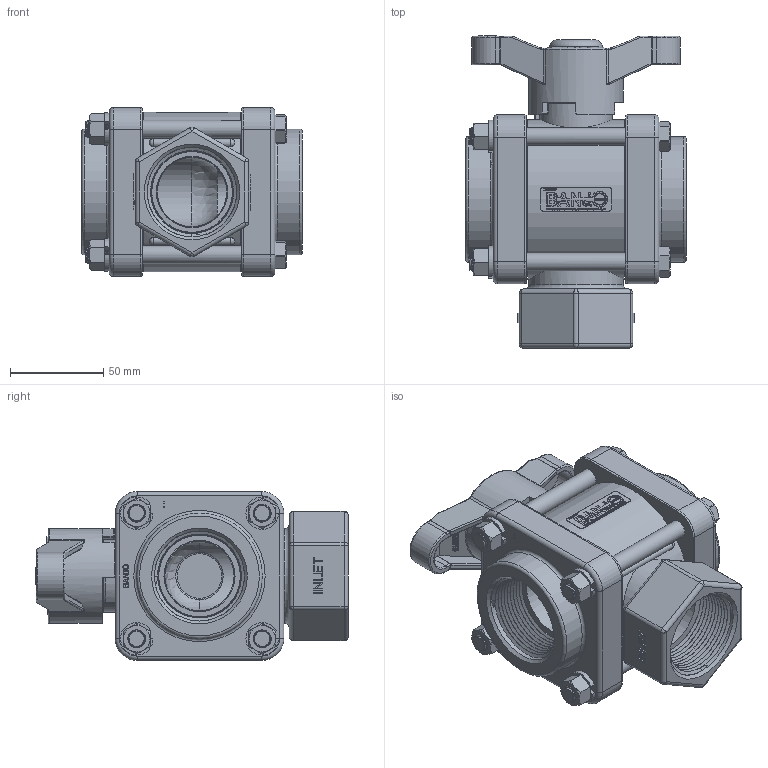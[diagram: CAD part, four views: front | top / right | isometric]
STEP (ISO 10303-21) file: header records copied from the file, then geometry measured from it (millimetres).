
FILE_DESCRIPTION(/* description */ ('1 1/2" FPT BOTTOM LOAD VALVE'),/* implementation_level */ '2;1');
FILE_NAME(/* name */ 'V150BL.stp',/* time_stamp */ '2020-07-20T11:27:57-04:00',/* author */ ('MEG'),/* organization */ (''),/* preprocessor_version */ 'ST-DEVELOPER v17.2',/* originating_system */ 'Autodesk Inventor 2019',/* authorisation */ '');
FILE_SCHEMA (('AUTOMOTIVE_DESIGN { 1 0 10303 214 3 1 1 }'));
Products named in the file (23): V150BL; 050DECAL; V20017; V20018; V20019; V20020; V20021; V20151M; V20151; V20060; V20159; V20163; V20257; VX20257; V20264; V20353C; V20353TB; V20354B; V20354BX; V20355B; V20355BM; VX20355B; VE20258A
Assembly tree (34 placements, depth 4):
  V150BL
    050DECAL
    V20017  x4
    V20018  x4
    V20019  x4
    V20020
    V20021
    V20151M
      V20151
      V20060
    V20159
    V20163
    V20257  x2
      VX20257
    V20264  x2
    V20353C
    V20353TB
    V20354B
      V20354BX
    V20355B
      V20355BM
        VX20355B
    VE20258A  x2
Bounding box: 118.36 x 167.51 x 90.42 mm (x, y, z)
Volume: 642196.4 mm3; surface area: 204958.4 mm2
Topology: 30 solids, 30 shells, 3009 faces, 7873 edges, 5147 vertices
Faces by surface type: plane 1458, cylinder 538, bspline 482, cone 367, torus 130, sphere 34
Full cylindrical faces by diameter (mm): 4.978 x1, 7.144 x1, 8.128 x1, 8.236 x60, 8.915 x4, 9.525 x64, 10.312 x8, 12.7 x1, 18.898 x1, 19.05 x1, 19.075 x1, 19.304 x1, 21.844 x4, 23.368 x1, 23.495 x1, 23.812 x1, 24.13 x1, 25.4 x2, 25.527 x3, 26.67 x1, 31.877 x1, 32.512 x1, 37.084 x2, 37.973 x2, 38.1 x3, 50.546 x2, 50.8 x2, 50.902 x2, 57.404 x2, 67.31 x2
Entity records: 84500 total; most frequent: CARTESIAN_POINT 26859, ORIENTED_EDGE 12366, DIRECTION 10161, EDGE_CURVE 6183, VERTEX_POINT 4068, LINE 3975, VECTOR 3975, AXIS2_PLACEMENT_3D 3093
